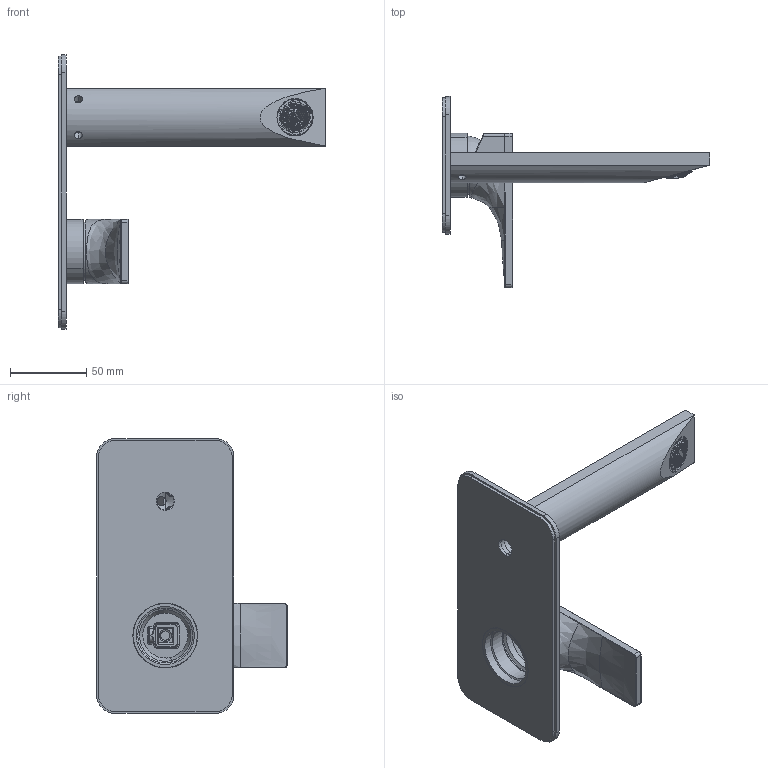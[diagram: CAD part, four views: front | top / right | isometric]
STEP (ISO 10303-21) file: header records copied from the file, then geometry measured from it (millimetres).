
FILE_DESCRIPTION (( 'STEP AP203' ), '1' );
FILE_NAME ('SEVEN124198_---.STEP', '2019-03-26T06:58:04', ( '' ), ( '' ), 'SwSTEP 2.0', 'SolidWorks 2018', '' );
FILE_SCHEMA (( 'CONFIG_CONTROL_DESIGN' ));
Length unit declared in the file: millimetre
Products named in the file (20): anello_incasso_deviazione_cartucciaØ35_81121_000_WRL; coprighiera_37x19_cartuccia_35_nobili_81002_000; Grano_piatto_M5x5_00758_A00; tappino_copriforo_cromato_piatto_38007_000; bocca_lavabo_parete_mm150_124008; leva_vasca_doccia_seven_124002; aeratori_cache_coin_slot_M24x1; piastra_90044_000; guarnizione_90046_000; anello_incasso_deviazione_cartucciaØ35_81121_000; aeratori_cache_coin_slot_M24x1_modificato_82711; SEVEN124198_---; piastra_90044_000_default; guarnizione_90046_000_default
Assembly tree (10 placements, depth 2):
  coprighiera_37x19_cartuccia_35_nobili_81002_000
  bocca_lavabo_parete_mm150_124008
  aeratori_cache_coin_slot_M24x1
  piastra_90044_000
  guarnizione_90046_000
Bounding box: 175 x 125 x 180 mm (x, y, z)
Volume: 200343.2 mm3; surface area: 112628 mm2
Topology: 27 solids, 27 shells, 2048 faces, 5521 edges, 3596 vertices
Faces by surface type: plane 953, bspline 603, cylinder 403, cone 56, torus 33
Entity records: 82772 total; most frequent: CARTESIAN_POINT 35724, ORIENTED_EDGE 10950, DIRECTION 7346, EDGE_CURVE 5475, VERTEX_POINT 3576, AXIS2_PLACEMENT_3D 2545, LINE 2256, VECTOR 2256
